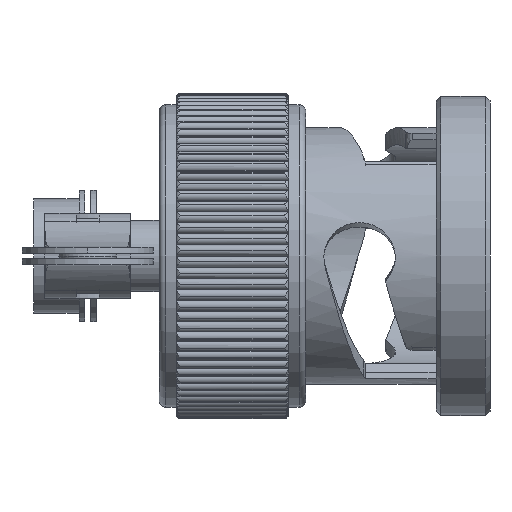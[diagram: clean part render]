
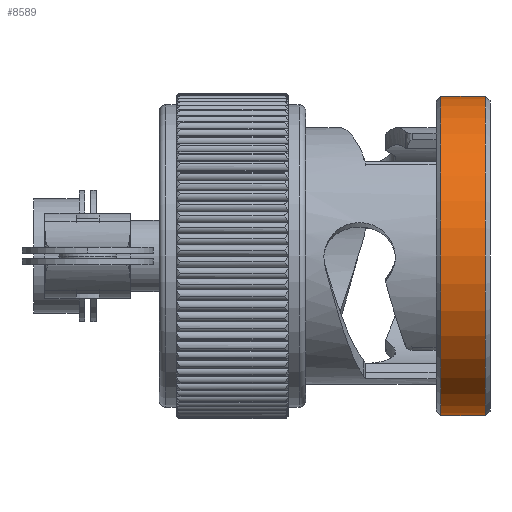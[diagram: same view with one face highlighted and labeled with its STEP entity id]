
A CAD part, front view. The second image highlights one B-rep face of the part: STEP entity #8589.
In plain terms, the highlighted cylindrical face has radius 7.112 mm (diameter 14.224 mm), a partial arc.
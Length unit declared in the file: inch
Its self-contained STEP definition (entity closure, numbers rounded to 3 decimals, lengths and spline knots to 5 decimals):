
#1538 = EDGE_CURVE ( 'NONE', #14846, #17587, #21327, .T. ) ;
#1733 = DIRECTION ( 'NONE',  ( 0., 0., 1. ) ) ;
#1940 = VERTEX_POINT ( 'NONE', #5836 ) ;
#2491 = EDGE_CURVE ( 'NONE', #1940, #6911, #8721, .T. ) ;
#2958 = AXIS2_PLACEMENT_3D ( 'NONE', #13588, #21391, #7965 ) ;
#3837 = CARTESIAN_POINT ( 'NONE',  ( -4.23062, 0., -0.28 ) ) ;
#4724 = CARTESIAN_POINT ( 'NONE',  ( -0.008, 0., -0.28 ) ) ;
#5195 = ORIENTED_EDGE ( 'NONE', *, *, #15565, .F. ) ;
#5817 = CYLINDRICAL_SURFACE ( 'NONE', #6539, 0.28 ) ;
#5836 = CARTESIAN_POINT ( 'NONE',  ( -0.008, 0., 0.28 ) ) ;
#6257 = ORIENTED_EDGE ( 'NONE', *, *, #2491, .T. ) ;
#6539 = AXIS2_PLACEMENT_3D ( 'NONE', #21525, #9396, #21159 ) ;
#6911 = VERTEX_POINT ( 'NONE', #20568 ) ;
#7965 = DIRECTION ( 'NONE',  ( 0., 0., 1. ) ) ;
#8589 = ADVANCED_FACE ( 'NONE', ( #23186 ), #5817, .T. ) ;
#8598 = EDGE_CURVE ( 'NONE', #14846, #1940, #22039, .T. ) ;
#8721 = LINE ( 'NONE', #22391, #22986 ) ;
#9396 = DIRECTION ( 'NONE',  ( -1., 0., 0. ) ) ;
#11017 = AXIS2_PLACEMENT_3D ( 'NONE', #17043, #15139, #1733 ) ;
#13042 = CARTESIAN_POINT ( 'NONE',  ( -0.08649, 0., -0.28 ) ) ;
#13588 = CARTESIAN_POINT ( 'NONE',  ( -0.08649, 0., 0. ) ) ;
#14052 = VECTOR ( 'NONE', #15545, 39.37008 ) ;
#14829 = ORIENTED_EDGE ( 'NONE', *, *, #1538, .F. ) ;
#14846 = VERTEX_POINT ( 'NONE', #4724 ) ;
#15139 = DIRECTION ( 'NONE',  ( -1., 0., 0. ) ) ;
#15545 = DIRECTION ( 'NONE',  ( -1., 0., 0. ) ) ;
#15565 = EDGE_CURVE ( 'NONE', #17587, #6911, #22098, .T. ) ;
#17043 = CARTESIAN_POINT ( 'NONE',  ( -0.008, 0., 0. ) ) ;
#17268 = EDGE_LOOP ( 'NONE', ( #14829, #23814, #6257, #5195 ) ) ;
#17587 = VERTEX_POINT ( 'NONE', #13042 ) ;
#20341 = DIRECTION ( 'NONE',  ( -1., 0., 0. ) ) ;
#20568 = CARTESIAN_POINT ( 'NONE',  ( -0.08649, 0., 0.28 ) ) ;
#21159 = DIRECTION ( 'NONE',  ( 0., 0., 1. ) ) ;
#21327 = LINE ( 'NONE', #3837, #14052 ) ;
#21391 = DIRECTION ( 'NONE',  ( -1., 0., 0. ) ) ;
#21525 = CARTESIAN_POINT ( 'NONE',  ( -4.23062, 0., 0. ) ) ;
#22039 = CIRCLE ( 'NONE', #11017, 0.28 ) ;
#22098 = CIRCLE ( 'NONE', #2958, 0.28 ) ;
#22391 = CARTESIAN_POINT ( 'NONE',  ( -4.23062, 0., 0.28 ) ) ;
#22986 = VECTOR ( 'NONE', #20341, 39.37008 ) ;
#23186 = FACE_OUTER_BOUND ( 'NONE', #17268, .T. ) ;
#23814 = ORIENTED_EDGE ( 'NONE', *, *, #8598, .T. ) ;
